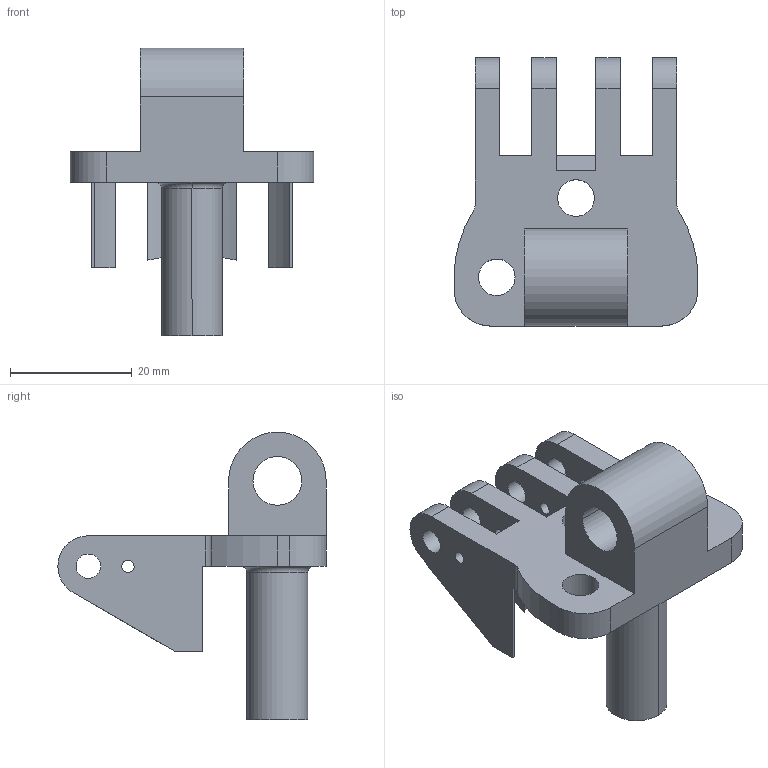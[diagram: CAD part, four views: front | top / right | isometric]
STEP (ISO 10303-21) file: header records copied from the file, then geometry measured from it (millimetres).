
FILE_DESCRIPTION(('CATIA V5 STEP Exchange'),'2;1');
FILE_NAME('Charniere Male 3 - Trou 0 degre - 03 - articulation double - longueur Guidage.stp','2019-01-07T17:16:10+00:00',('none'),('none'),'CATIA Version 5 Release 21 GA (IN-10)','CATIA V5 STEP AP203','none');
FILE_SCHEMA(('CONFIG_CONTROL_DESIGN'));
Length unit declared in the file: millimetre
Products named in the file (1): Charniere Male 3 - Trou 0 degre - 03 - articulation double - Longueur Guidage
Bounding box: 40 x 44 x 47.2 mm (x, y, z)
Volume: 13234 mm3; surface area: 7985.8 mm2
Topology: 1 solids, 1 shells, 74 faces, 213 edges, 141 vertices
Faces by surface type: cylinder 41, plane 29, torus 2, cone 2
Entity records: 2288 total; most frequent: ORIENTED_EDGE 422, CARTESIAN_POINT 402, DIRECTION 291, EDGE_CURVE 211, VERTEX_POINT 141, AXIS2_PLACEMENT_3D 128, VECTOR 123, LINE 123
